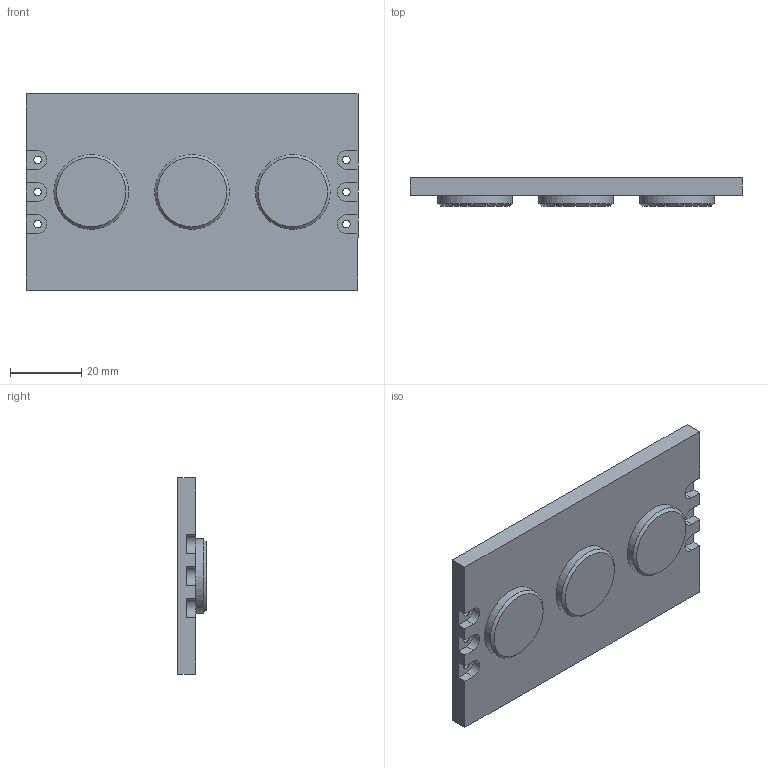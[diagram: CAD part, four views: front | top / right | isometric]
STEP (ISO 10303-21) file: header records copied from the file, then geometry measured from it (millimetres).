
FILE_DESCRIPTION(/* description */ (''),/* implementation_level */ '2;1');
FILE_NAME(/* name */ 'ellipsis_rev2_weight.step',/* time_stamp */ '2020-11-13T18:11:41+01:00',/* author */ (''),/* organization */ (''),/* preprocessor_version */ 'ST-DEVELOPER v18.1',/* originating_system */ 'Autodesk Translation Framework v9.3.0.1241',/* authorisation */ '');
FILE_SCHEMA (('AUTOMOTIVE_DESIGN { 1 0 10303 214 3 1 1 }'));
Length unit declared in the file: millimetre
Products named in the file (1): weight
Bounding box: 93 x 8 x 55 mm (x, y, z)
Volume: 28128.7 mm3; surface area: 12413.6 mm2
Topology: 1 solids, 1 shells, 45 faces, 117 edges, 77 vertices
Faces by surface type: plane 27, cylinder 15, cone 3
Full cylindrical faces by diameter (mm): 2.1 x6, 20.9 x3
Entity records: 1444 total; most frequent: DIRECTION 242, CARTESIAN_POINT 240, ORIENTED_EDGE 234, EDGE_CURVE 117, LINE 84, VECTOR 84, AXIS2_PLACEMENT_3D 79, VERTEX_POINT 77
